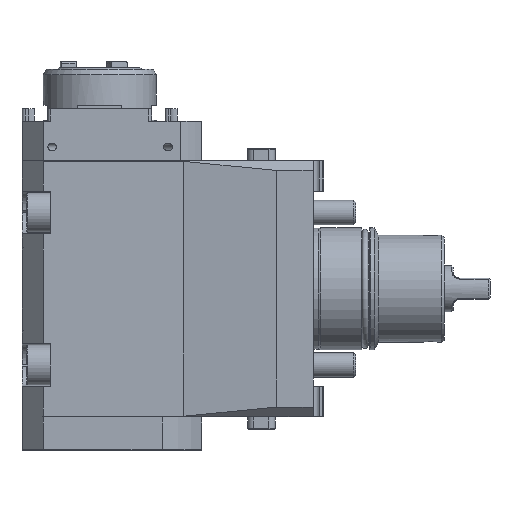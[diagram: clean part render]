
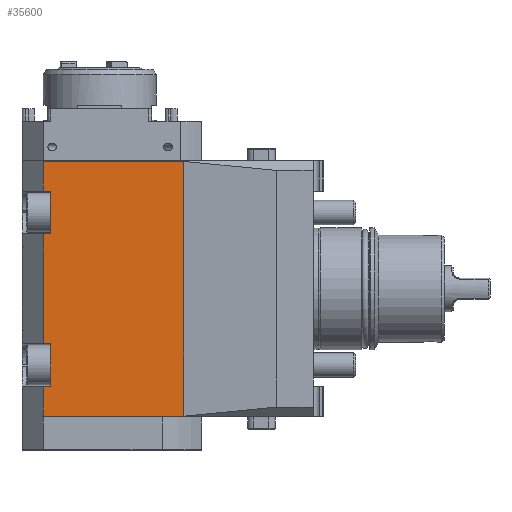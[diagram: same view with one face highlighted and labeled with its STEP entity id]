
A CAD part, left-side view. The second image highlights one B-rep face of the part: STEP entity #35600.
In plain terms, the highlighted planar face has unit normal (-1, 0, 0).
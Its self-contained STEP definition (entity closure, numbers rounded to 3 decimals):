
#557 = LINE ( 'NONE', #58061, #26686 ) ;
#1074 = DIRECTION ( 'NONE',  ( 1., 0., 0. ) ) ;
#1835 = PLANE ( 'NONE',  #20474 ) ;
#1960 = VERTEX_POINT ( 'NONE', #53274 ) ;
#2066 = VECTOR ( 'NONE', #63208, 1000. ) ;
#2913 = LINE ( 'NONE', #27913, #14094 ) ;
#3347 = VERTEX_POINT ( 'NONE', #11581 ) ;
#4807 = DIRECTION ( 'NONE',  ( 0., 1., 0. ) ) ;
#5358 = VERTEX_POINT ( 'NONE', #22370 ) ;
#5483 = CARTESIAN_POINT ( 'NONE',  ( -32., 16., -32. ) ) ;
#7248 = VECTOR ( 'NONE', #13535, 1000. ) ;
#7896 = CARTESIAN_POINT ( 'NONE',  ( -32., -27.5, 42. ) ) ;
#9102 = LINE ( 'NONE', #49169, #7248 ) ;
#11000 = VERTEX_POINT ( 'NONE', #75182 ) ;
#11581 = CARTESIAN_POINT ( 'NONE',  ( -32., 18.5, -32. ) ) ;
#13535 = DIRECTION ( 'NONE',  ( 0., -1., 0. ) ) ;
#14021 = LINE ( 'NONE', #70902, #77410 ) ;
#14094 = VECTOR ( 'NONE', #34200, 1000. ) ;
#15528 = CARTESIAN_POINT ( 'NONE',  ( -32., -113., 41.8 ) ) ;
#15886 = ORIENTED_EDGE ( 'NONE', *, *, #34737, .T. ) ;
#16917 = CARTESIAN_POINT ( 'NONE',  ( -32., 16., -32. ) ) ;
#19325 = VERTEX_POINT ( 'NONE', #57191 ) ;
#19386 = CARTESIAN_POINT ( 'NONE',  ( -32., -27.5, -41.8 ) ) ;
#19579 = VECTOR ( 'NONE', #38621, 1000. ) ;
#19665 = LINE ( 'NONE', #15528, #32727 ) ;
#20474 = AXIS2_PLACEMENT_3D ( 'NONE', #7896, #1074, #42828 ) ;
#20526 = CARTESIAN_POINT ( 'NONE',  ( -32., 16., -25. ) ) ;
#22370 = CARTESIAN_POINT ( 'NONE',  ( -32., 16., 32. ) ) ;
#22925 = EDGE_CURVE ( 'NONE', #5358, #43348, #2913, .T. ) ;
#24314 = LINE ( 'NONE', #41282, #35541 ) ;
#26613 = EDGE_CURVE ( 'NONE', #11000, #59801, #40178, .T. ) ;
#26686 = VECTOR ( 'NONE', #57814, 1000. ) ;
#27913 = CARTESIAN_POINT ( 'NONE',  ( -32., 16., 25. ) ) ;
#28394 = DIRECTION ( 'NONE',  ( 0., -1., 0. ) ) ;
#28667 = CARTESIAN_POINT ( 'NONE',  ( -32., -84.5, -41.8 ) ) ;
#29160 = ORIENTED_EDGE ( 'NONE', *, *, #26613, .F. ) ;
#31607 = LINE ( 'NONE', #28667, #35369 ) ;
#32727 = VECTOR ( 'NONE', #4807, 1000. ) ;
#33831 = LINE ( 'NONE', #39752, #2066 ) ;
#34200 = DIRECTION ( 'NONE',  ( 0., 0., -1. ) ) ;
#34737 = EDGE_CURVE ( 'NONE', #11000, #39231, #70840, .T. ) ;
#34754 = ORIENTED_EDGE ( 'NONE', *, *, #38542, .F. ) ;
#34829 = ORIENTED_EDGE ( 'NONE', *, *, #37691, .F. ) ;
#34890 = ORIENTED_EDGE ( 'NONE', *, *, #73658, .F. ) ;
#35181 = DIRECTION ( 'NONE',  ( 0., 0., 1. ) ) ;
#35369 = VECTOR ( 'NONE', #39908, 1000. ) ;
#35541 = VECTOR ( 'NONE', #42290, 1000. ) ;
#35600 = ADVANCED_FACE ( 'NONE', ( #67290 ), #1835, .F. ) ;
#35851 = EDGE_CURVE ( 'NONE', #59801, #1960, #14021, .T. ) ;
#36737 = ORIENTED_EDGE ( 'NONE', *, *, #22925, .T. ) ;
#37691 = EDGE_CURVE ( 'NONE', #73633, #3347, #557, .T. ) ;
#38542 = EDGE_CURVE ( 'NONE', #77338, #59750, #33831, .T. ) ;
#38621 = DIRECTION ( 'NONE',  ( 0., 1., 0. ) ) ;
#39231 = VERTEX_POINT ( 'NONE', #16917 ) ;
#39752 = CARTESIAN_POINT ( 'NONE',  ( -32., -27.5, 42. ) ) ;
#39908 = DIRECTION ( 'NONE',  ( 0., -1., 0. ) ) ;
#40178 = LINE ( 'NONE', #76009, #41184 ) ;
#41184 = VECTOR ( 'NONE', #76283, 1000. ) ;
#41282 = CARTESIAN_POINT ( 'NONE',  ( -32., 18.5, 42. ) ) ;
#42290 = DIRECTION ( 'NONE',  ( 0., 0., 1. ) ) ;
#42828 = DIRECTION ( 'NONE',  ( 0., 1., 0. ) ) ;
#43348 = VERTEX_POINT ( 'NONE', #69745 ) ;
#43984 = EDGE_CURVE ( 'NONE', #5358, #19325, #44681, .T. ) ;
#44681 = LINE ( 'NONE', #50035, #19579 ) ;
#46606 = VERTEX_POINT ( 'NONE', #54574 ) ;
#47326 = ORIENTED_EDGE ( 'NONE', *, *, #43984, .F. ) ;
#49138 = ORIENTED_EDGE ( 'NONE', *, *, #57314, .F. ) ;
#49169 = CARTESIAN_POINT ( 'NONE',  ( -32., 16., 18. ) ) ;
#50035 = CARTESIAN_POINT ( 'NONE',  ( -32., 16., 32. ) ) ;
#53274 = CARTESIAN_POINT ( 'NONE',  ( -32., 18.5, 18. ) ) ;
#53455 = ORIENTED_EDGE ( 'NONE', *, *, #70705, .F. ) ;
#53588 = EDGE_LOOP ( 'NONE', ( #34829, #73262, #34754, #74996, #53455, #47326, #36737, #34890, #75776, #29160, #15886, #49138 ) ) ;
#54574 = CARTESIAN_POINT ( 'NONE',  ( -32., 18.5, 41.8 ) ) ;
#55433 = DIRECTION ( 'NONE',  ( 0., 0., -1. ) ) ;
#57191 = CARTESIAN_POINT ( 'NONE',  ( -32., 18.5, 32. ) ) ;
#57314 = EDGE_CURVE ( 'NONE', #3347, #39231, #59473, .T. ) ;
#57628 = VECTOR ( 'NONE', #28394, 1000. ) ;
#57814 = DIRECTION ( 'NONE',  ( 0., 0., 1. ) ) ;
#58061 = CARTESIAN_POINT ( 'NONE',  ( -32., 18.5, 42. ) ) ;
#59473 = LINE ( 'NONE', #5483, #57628 ) ;
#59750 = VERTEX_POINT ( 'NONE', #19386 ) ;
#59801 = VERTEX_POINT ( 'NONE', #67335 ) ;
#60462 = VECTOR ( 'NONE', #55433, 1000. ) ;
#63167 = EDGE_CURVE ( 'NONE', #73633, #59750, #31607, .T. ) ;
#63208 = DIRECTION ( 'NONE',  ( 0., 0., -1. ) ) ;
#66068 = EDGE_CURVE ( 'NONE', #77338, #46606, #19665, .T. ) ;
#67290 = FACE_OUTER_BOUND ( 'NONE', #53588, .T. ) ;
#67335 = CARTESIAN_POINT ( 'NONE',  ( -32., 18.5, -18. ) ) ;
#69745 = CARTESIAN_POINT ( 'NONE',  ( -32., 16., 18. ) ) ;
#70705 = EDGE_CURVE ( 'NONE', #19325, #46606, #24314, .T. ) ;
#70840 = LINE ( 'NONE', #20526, #60462 ) ;
#70902 = CARTESIAN_POINT ( 'NONE',  ( -32., 18.5, 42. ) ) ;
#71397 = CARTESIAN_POINT ( 'NONE',  ( -32., -27.5, 41.8 ) ) ;
#73262 = ORIENTED_EDGE ( 'NONE', *, *, #63167, .T. ) ;
#73442 = CARTESIAN_POINT ( 'NONE',  ( -32., 18.5, -41.8 ) ) ;
#73633 = VERTEX_POINT ( 'NONE', #73442 ) ;
#73658 = EDGE_CURVE ( 'NONE', #1960, #43348, #9102, .T. ) ;
#74996 = ORIENTED_EDGE ( 'NONE', *, *, #66068, .T. ) ;
#75182 = CARTESIAN_POINT ( 'NONE',  ( -32., 16., -18. ) ) ;
#75776 = ORIENTED_EDGE ( 'NONE', *, *, #35851, .F. ) ;
#76009 = CARTESIAN_POINT ( 'NONE',  ( -32., 16., -18. ) ) ;
#76283 = DIRECTION ( 'NONE',  ( 0., 1., 0. ) ) ;
#77338 = VERTEX_POINT ( 'NONE', #71397 ) ;
#77410 = VECTOR ( 'NONE', #35181, 1000. ) ;
